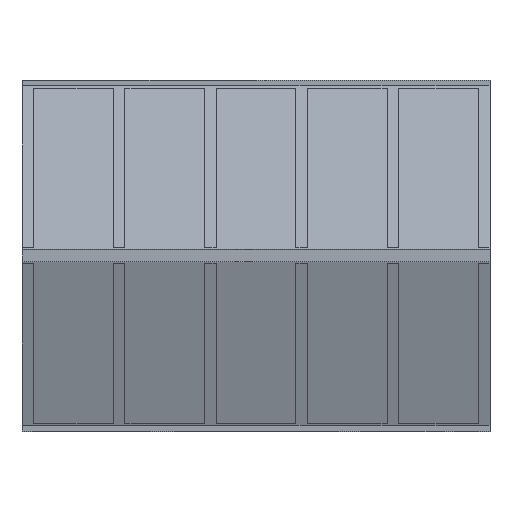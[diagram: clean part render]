
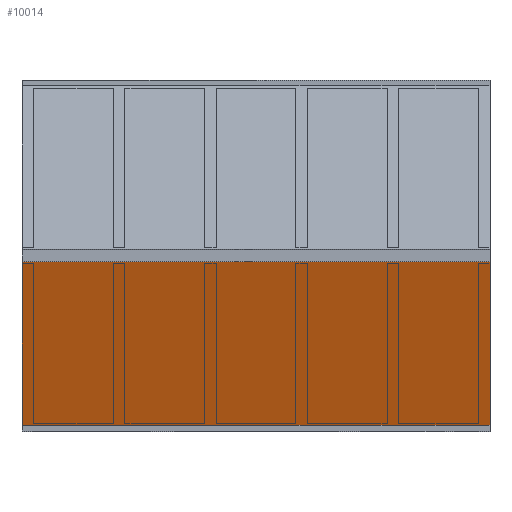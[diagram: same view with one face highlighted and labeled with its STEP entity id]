
A CAD part, top view. The second image highlights one B-rep face of the part: STEP entity #10014.
In plain terms, the highlighted planar face has unit normal (0, -0.342, 0.94).
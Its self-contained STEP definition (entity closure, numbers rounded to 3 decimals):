
#32 = PLANE('',#33);
#33 = AXIS2_PLACEMENT_3D('',#34,#35,#36);
#34 = CARTESIAN_POINT('',(0.,0.,0.));
#35 = DIRECTION('',(1.,0.,0.));
#36 = DIRECTION('',(0.,0.,1.));
#337 = VERTEX_POINT('',#338);
#338 = CARTESIAN_POINT('',(0.,724.145,2206.462));
#352 = PLANE('',#353);
#353 = AXIS2_PLACEMENT_3D('',#354,#355,#356);
#354 = CARTESIAN_POINT('',(0.,725.855,2201.764));
#355 = DIRECTION('',(0.,0.94,0.342));
#356 = DIRECTION('',(0.,-0.342,0.94));
#364 = EDGE_CURVE('',#365,#337,#367,.T.);
#365 = VERTEX_POINT('',#366);
#366 = CARTESIAN_POINT('',(0.,24.145,1951.683));
#367 = SURFACE_CURVE('',#368,(#372,#379),.PCURVE_S1.);
#368 = LINE('',#369,#370);
#369 = CARTESIAN_POINT('',(0.,24.145,1951.683));
#370 = VECTOR('',#371,1.);
#371 = DIRECTION('',(0.,0.94,0.342));
#372 = PCURVE('',#32,#373);
#373 = DEFINITIONAL_REPRESENTATION('',(#374),#378);
#374 = LINE('',#375,#376);
#375 = CARTESIAN_POINT('',(1951.683,-24.145));
#376 = VECTOR('',#377,1.);
#377 = DIRECTION('',(0.342,-0.94));
#378 = ( GEOMETRIC_REPRESENTATION_CONTEXT(2) 
PARAMETRIC_REPRESENTATION_CONTEXT() REPRESENTATION_CONTEXT('2D SPACE',''
  ) );
#379 = PCURVE('',#380,#385);
#380 = PLANE('',#381);
#381 = AXIS2_PLACEMENT_3D('',#382,#383,#384);
#382 = CARTESIAN_POINT('',(0.,24.145,1951.683));
#383 = DIRECTION('',(0.,-0.342,0.94));
#384 = DIRECTION('',(1.,0.,0.));
#385 = DEFINITIONAL_REPRESENTATION('',(#386),#390);
#386 = LINE('',#387,#388);
#387 = CARTESIAN_POINT('',(0.,0.));
#388 = VECTOR('',#389,1.);
#389 = DIRECTION('',(0.,1.));
#390 = ( GEOMETRIC_REPRESENTATION_CONTEXT(2) 
PARAMETRIC_REPRESENTATION_CONTEXT() REPRESENTATION_CONTEXT('2D SPACE',''
  ) );
#408 = PLANE('',#409);
#409 = AXIS2_PLACEMENT_3D('',#410,#411,#412);
#410 = CARTESIAN_POINT('',(0.,25.855,1946.985));
#411 = DIRECTION('',(0.,0.94,0.342));
#412 = DIRECTION('',(0.,-0.342,0.94));
#1166 = PLANE('',#1167);
#1167 = AXIS2_PLACEMENT_3D('',#1168,#1169,#1170);
#1168 = CARTESIAN_POINT('',(2000.,0.,0.));
#1169 = DIRECTION('',(1.,0.,0.));
#1170 = DIRECTION('',(0.,0.,1.));
#4052 = VERTEX_POINT('',#4053);
#4053 = CARTESIAN_POINT('',(2000.,724.145,2206.462));
#4074 = EDGE_CURVE('',#4075,#4052,#4077,.T.);
#4075 = VERTEX_POINT('',#4076);
#4076 = CARTESIAN_POINT('',(2000.,24.145,1951.683));
#4077 = SURFACE_CURVE('',#4078,(#4082,#4089),.PCURVE_S1.);
#4078 = LINE('',#4079,#4080);
#4079 = CARTESIAN_POINT('',(2000.,24.145,1951.683));
#4080 = VECTOR('',#4081,1.);
#4081 = DIRECTION('',(0.,0.94,0.342));
#4082 = PCURVE('',#1166,#4083);
#4083 = DEFINITIONAL_REPRESENTATION('',(#4084),#4088);
#4084 = LINE('',#4085,#4086);
#4085 = CARTESIAN_POINT('',(1951.683,-24.145));
#4086 = VECTOR('',#4087,1.);
#4087 = DIRECTION('',(0.342,-0.94));
#4088 = ( GEOMETRIC_REPRESENTATION_CONTEXT(2) 
PARAMETRIC_REPRESENTATION_CONTEXT() REPRESENTATION_CONTEXT('2D SPACE',''
  ) );
#4089 = PCURVE('',#380,#4090);
#4090 = DEFINITIONAL_REPRESENTATION('',(#4091),#4095);
#4091 = LINE('',#4092,#4093);
#4092 = CARTESIAN_POINT('',(2000.,0.));
#4093 = VECTOR('',#4094,1.);
#4094 = DIRECTION('',(0.,1.));
#4095 = ( GEOMETRIC_REPRESENTATION_CONTEXT(2) 
PARAMETRIC_REPRESENTATION_CONTEXT() REPRESENTATION_CONTEXT('2D SPACE',''
  ) );
#5931 = EDGE_CURVE('',#365,#4075,#5932,.T.);
#5932 = SURFACE_CURVE('',#5933,(#5937,#5944),.PCURVE_S1.);
#5933 = LINE('',#5934,#5935);
#5934 = CARTESIAN_POINT('',(0.,24.145,1951.683));
#5935 = VECTOR('',#5936,1.);
#5936 = DIRECTION('',(1.,0.,0.));
#5937 = PCURVE('',#408,#5938);
#5938 = DEFINITIONAL_REPRESENTATION('',(#5939),#5943);
#5939 = LINE('',#5940,#5941);
#5940 = CARTESIAN_POINT('',(5.,0.));
#5941 = VECTOR('',#5942,1.);
#5942 = DIRECTION('',(0.,1.));
#5943 = ( GEOMETRIC_REPRESENTATION_CONTEXT(2) 
PARAMETRIC_REPRESENTATION_CONTEXT() REPRESENTATION_CONTEXT('2D SPACE',''
  ) );
#5944 = PCURVE('',#380,#5945);
#5945 = DEFINITIONAL_REPRESENTATION('',(#5946),#5950);
#5946 = LINE('',#5947,#5948);
#5947 = CARTESIAN_POINT('',(0.,0.));
#5948 = VECTOR('',#5949,1.);
#5949 = DIRECTION('',(1.,0.));
#5950 = ( GEOMETRIC_REPRESENTATION_CONTEXT(2) 
PARAMETRIC_REPRESENTATION_CONTEXT() REPRESENTATION_CONTEXT('2D SPACE',''
  ) );
#10014 = ADVANCED_FACE('',(#10015),#380,.T.);
#10015 = FACE_BOUND('',#10016,.T.);
#10016 = EDGE_LOOP('',(#10017,#10018,#10019,#10020));
#10017 = ORIENTED_EDGE('',*,*,#364,.F.);
#10018 = ORIENTED_EDGE('',*,*,#5931,.T.);
#10019 = ORIENTED_EDGE('',*,*,#4074,.T.);
#10020 = ORIENTED_EDGE('',*,*,#10021,.F.);
#10021 = EDGE_CURVE('',#337,#4052,#10022,.T.);
#10022 = SURFACE_CURVE('',#10023,(#10027,#10034),.PCURVE_S1.);
#10023 = LINE('',#10024,#10025);
#10024 = CARTESIAN_POINT('',(0.,724.145,2206.462));
#10025 = VECTOR('',#10026,1.);
#10026 = DIRECTION('',(1.,0.,0.));
#10027 = PCURVE('',#380,#10028);
#10028 = DEFINITIONAL_REPRESENTATION('',(#10029),#10033);
#10029 = LINE('',#10030,#10031);
#10030 = CARTESIAN_POINT('',(0.,744.924));
#10031 = VECTOR('',#10032,1.);
#10032 = DIRECTION('',(1.,0.));
#10033 = ( GEOMETRIC_REPRESENTATION_CONTEXT(2) 
PARAMETRIC_REPRESENTATION_CONTEXT() REPRESENTATION_CONTEXT('2D SPACE',''
  ) );
#10034 = PCURVE('',#352,#10035);
#10035 = DEFINITIONAL_REPRESENTATION('',(#10036),#10040);
#10036 = LINE('',#10037,#10038);
#10037 = CARTESIAN_POINT('',(5.,0.));
#10038 = VECTOR('',#10039,1.);
#10039 = DIRECTION('',(0.,1.));
#10040 = ( GEOMETRIC_REPRESENTATION_CONTEXT(2) 
PARAMETRIC_REPRESENTATION_CONTEXT() REPRESENTATION_CONTEXT('2D SPACE',''
  ) );
